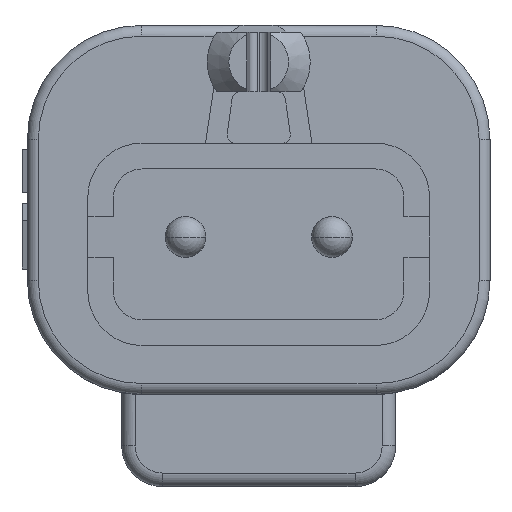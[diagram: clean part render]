
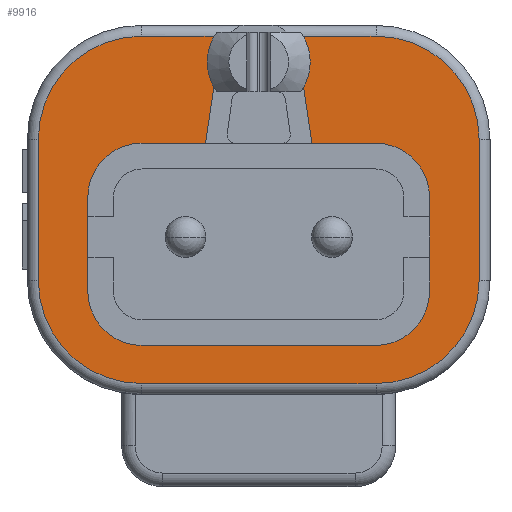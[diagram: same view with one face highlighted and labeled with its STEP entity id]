
A CAD part, front view. The second image highlights one B-rep face of the part: STEP entity #9916.
In plain terms, the highlighted planar face has unit normal (0, -1, 0).
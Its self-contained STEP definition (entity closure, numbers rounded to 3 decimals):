
#34=CARTESIAN_POINT('',(4.325,0.,2.6));
#35=DIRECTION('',(0.,-1.,0.));
#36=DIRECTION('',(1.,0.,0.));
#37=AXIS2_PLACEMENT_3D('',#34,#35,#36);
#39=DIRECTION('',(0.,0.,1.));
#40=VECTOR('',#39,5.2);
#41=CARTESIAN_POINT('',(8.125,0.,-2.6));
#42=LINE('',#41,#40);
#43=CARTESIAN_POINT('',(4.325,0.,-2.6));
#44=DIRECTION('',(0.,-1.,0.));
#45=DIRECTION('',(0.,0.,-1.));
#46=AXIS2_PLACEMENT_3D('',#43,#44,#45);
#48=DIRECTION('',(1.,0.,0.));
#49=VECTOR('',#48,8.65);
#50=CARTESIAN_POINT('',(-4.325,0.,-6.4));
#51=LINE('',#50,#49);
#52=CARTESIAN_POINT('',(-4.325,0.,-2.6));
#53=DIRECTION('',(0.,-1.,0.));
#54=DIRECTION('',(-1.,0.,0.));
#55=AXIS2_PLACEMENT_3D('',#52,#53,#54);
#57=DIRECTION('',(0.,0.,-1.));
#58=VECTOR('',#57,5.2);
#59=CARTESIAN_POINT('',(-8.125,0.,2.6));
#60=LINE('',#59,#58);
#61=CARTESIAN_POINT('',(-4.325,0.,2.6));
#62=DIRECTION('',(0.,-1.,0.));
#63=DIRECTION('',(0.,0.,1.));
#64=AXIS2_PLACEMENT_3D('',#61,#62,#63);
#66=DIRECTION('',(-1.,0.,0.));
#67=VECTOR('',#66,3.164);
#68=CARTESIAN_POINT('',(-1.161,0.,6.4));
#69=LINE('',#68,#67);
#70=DIRECTION('',(-0.148,0.,-0.989));
#71=VECTOR('',#70,3.247);
#72=CARTESIAN_POINT('',(-1.484,0.,5.671));
#73=LINE('',#72,#71);
#74=DIRECTION('',(1.,0.,0.));
#75=VECTOR('',#74,2.337);
#76=CARTESIAN_POINT('',(-4.3,0.,2.46));
#77=LINE('',#76,#75);
#78=DIRECTION('',(1.,0.,0.));
#79=VECTOR('',#78,2.337);
#80=CARTESIAN_POINT('',(1.963,0.,2.46));
#81=LINE('',#80,#79);
#82=DIRECTION('',(-0.148,0.,0.989));
#83=VECTOR('',#82,3.247);
#84=CARTESIAN_POINT('',(1.963,0.,2.46));
#85=LINE('',#84,#83);
#86=DIRECTION('',(-1.,0.,0.));
#87=VECTOR('',#86,3.164);
#88=CARTESIAN_POINT('',(4.325,0.,6.4));
#89=LINE('',#88,#87);
#407=CARTESIAN_POINT('',(0.,0.,5.45));
#408=DIRECTION('',(0.,1.,0.));
#409=DIRECTION('',(-0.989,0.,0.148));
#410=AXIS2_PLACEMENT_3D('',#407,#408,#409);
#503=CARTESIAN_POINT('',(0.,0.,5.45));
#504=DIRECTION('',(0.,1.,0.));
#505=DIRECTION('',(0.774,0.,0.633));
#506=AXIS2_PLACEMENT_3D('',#503,#504,#505);
#7202=CARTESIAN_POINT('',(4.3,0.,0.46));
#7203=DIRECTION('',(0.,1.,0.));
#7204=DIRECTION('',(0.,0.,1.));
#7205=AXIS2_PLACEMENT_3D('',#7202,#7203,#7204);
#7395=DIRECTION('',(0.,0.,-1.));
#7396=VECTOR('',#7395,3.46);
#7397=CARTESIAN_POINT('',(-6.3,0.,0.46));
#7398=LINE('',#7397,#7396);
#7415=CARTESIAN_POINT('',(-4.3,0.,-3.));
#7416=DIRECTION('',(0.,1.,0.));
#7417=DIRECTION('',(0.,0.,-1.));
#7418=AXIS2_PLACEMENT_3D('',#7415,#7416,#7417);
#7432=DIRECTION('',(1.,0.,0.));
#7433=VECTOR('',#7432,8.6);
#7434=CARTESIAN_POINT('',(-4.3,0.,-5.));
#7435=LINE('',#7434,#7433);
#7436=CARTESIAN_POINT('',(4.3,0.,-3.));
#7437=DIRECTION('',(0.,1.,0.));
#7438=DIRECTION('',(1.,0.,0.));
#7439=AXIS2_PLACEMENT_3D('',#7436,#7437,#7438);
#7461=DIRECTION('',(0.,0.,1.));
#7462=VECTOR('',#7461,3.46);
#7463=CARTESIAN_POINT('',(6.3,0.,-3.));
#7464=LINE('',#7463,#7462);
#7473=CARTESIAN_POINT('',(-4.3,0.,0.46));
#7474=DIRECTION('',(0.,1.,0.));
#7475=DIRECTION('',(-1.,0.,0.));
#7476=AXIS2_PLACEMENT_3D('',#7473,#7474,#7475);
#7662=CARTESIAN_POINT('',(-6.3,0.,-3.));
#7664=VERTEX_POINT('',#7662);
#7667=CARTESIAN_POINT('',(-4.3,0.,-5.));
#7668=VERTEX_POINT('',#7667);
#7670=CARTESIAN_POINT('',(4.3,0.,-5.));
#7672=VERTEX_POINT('',#7670);
#7675=CARTESIAN_POINT('',(6.3,0.,-3.));
#7676=VERTEX_POINT('',#7675);
#7710=CARTESIAN_POINT('',(-4.3,0.,2.46));
#7712=VERTEX_POINT('',#7710);
#7715=CARTESIAN_POINT('',(-6.3,0.,0.46));
#7716=VERTEX_POINT('',#7715);
#7721=CARTESIAN_POINT('',(4.3,0.,2.46));
#7722=VERTEX_POINT('',#7721);
#7723=CARTESIAN_POINT('',(6.3,0.,0.46));
#7724=VERTEX_POINT('',#7723);
#7849=CARTESIAN_POINT('',(8.125,0.,2.6));
#7850=CARTESIAN_POINT('',(4.325,0.,6.4));
#7851=VERTEX_POINT('',#7849);
#7852=VERTEX_POINT('',#7850);
#7857=CARTESIAN_POINT('',(1.161,0.,6.4));
#7858=VERTEX_POINT('',#7857);
#7861=CARTESIAN_POINT('',(-4.325,0.,6.4));
#7862=CARTESIAN_POINT('',(-8.125,0.,2.6));
#7863=VERTEX_POINT('',#7861);
#7864=VERTEX_POINT('',#7862);
#7869=CARTESIAN_POINT('',(-8.125,0.,-2.6));
#7870=VERTEX_POINT('',#7869);
#7873=CARTESIAN_POINT('',(-4.325,0.,-6.4));
#7874=VERTEX_POINT('',#7873);
#7877=CARTESIAN_POINT('',(4.325,0.,-6.4));
#7878=VERTEX_POINT('',#7877);
#7881=CARTESIAN_POINT('',(8.125,0.,-2.6));
#7882=VERTEX_POINT('',#7881);
#7897=CARTESIAN_POINT('',(-1.963,0.,2.46));
#7898=VERTEX_POINT('',#7897);
#7903=CARTESIAN_POINT('',(1.963,0.,2.46));
#7904=VERTEX_POINT('',#7903);
#7905=CARTESIAN_POINT('',(1.484,0.,5.671));
#7906=VERTEX_POINT('',#7905);
#7907=CARTESIAN_POINT('',(-1.484,0.,5.671));
#7908=VERTEX_POINT('',#7907);
#7913=CARTESIAN_POINT('',(-1.161,0.,6.4));
#7914=VERTEX_POINT('',#7913);
#9865=CARTESIAN_POINT('',(0.,0.,0.));
#9866=DIRECTION('',(0.,1.,0.));
#9867=DIRECTION('',(1.,0.,0.));
#9868=AXIS2_PLACEMENT_3D('',#9865,#9866,#9867);
#9869=PLANE('',#9868);
#9871=ORIENTED_EDGE('',*,*,#9870,.F.);
#9873=ORIENTED_EDGE('',*,*,#9872,.F.);
#9875=ORIENTED_EDGE('',*,*,#9874,.F.);
#9877=ORIENTED_EDGE('',*,*,#9876,.F.);
#9879=ORIENTED_EDGE('',*,*,#9878,.F.);
#9881=ORIENTED_EDGE('',*,*,#9880,.F.);
#9883=ORIENTED_EDGE('',*,*,#9882,.F.);
#9885=ORIENTED_EDGE('',*,*,#9884,.F.);
#9887=ORIENTED_EDGE('',*,*,#9886,.F.);
#9889=ORIENTED_EDGE('',*,*,#9888,.T.);
#9891=ORIENTED_EDGE('',*,*,#9890,.F.);
#9893=ORIENTED_EDGE('',*,*,#9892,.F.);
#9895=ORIENTED_EDGE('',*,*,#9894,.T.);
#9897=ORIENTED_EDGE('',*,*,#9896,.F.);
#9899=ORIENTED_EDGE('',*,*,#9898,.T.);
#9901=ORIENTED_EDGE('',*,*,#9900,.F.);
#9903=ORIENTED_EDGE('',*,*,#9902,.T.);
#9905=ORIENTED_EDGE('',*,*,#9904,.F.);
#9907=ORIENTED_EDGE('',*,*,#9906,.F.);
#9909=ORIENTED_EDGE('',*,*,#9908,.T.);
#9911=ORIENTED_EDGE('',*,*,#9910,.F.);
#9913=ORIENTED_EDGE('',*,*,#9912,.F.);
#9914=EDGE_LOOP('',(#9871,#9873,#9875,#9877,#9879,#9881,#9883,#9885,#9887,#9889,
#9891,#9893,#9895,#9897,#9899,#9901,#9903,#9905,#9907,#9909,#9911,#9913));
#9915=FACE_OUTER_BOUND('',#9914,.F.);
#9916=ADVANCED_FACE('',(#9915),#9869,.F.);
#38=CIRCLE('',#37,3.8);
#47=CIRCLE('',#46,3.8);
#56=CIRCLE('',#55,3.8);
#65=CIRCLE('',#64,3.8);
#411=CIRCLE('',#410,1.5);
#507=CIRCLE('',#506,1.5);
#7206=CIRCLE('',#7205,2.);
#7419=CIRCLE('',#7418,2.);
#7440=CIRCLE('',#7439,2.);
#7477=CIRCLE('',#7476,2.);
#9870=EDGE_CURVE('',#7851,#7852,#38,.T.);
#9872=EDGE_CURVE('',#7882,#7851,#42,.T.);
#9874=EDGE_CURVE('',#7878,#7882,#47,.T.);
#9876=EDGE_CURVE('',#7874,#7878,#51,.T.);
#9878=EDGE_CURVE('',#7870,#7874,#56,.T.);
#9880=EDGE_CURVE('',#7864,#7870,#60,.T.);
#9882=EDGE_CURVE('',#7863,#7864,#65,.T.);
#9884=EDGE_CURVE('',#7914,#7863,#69,.T.);
#9886=EDGE_CURVE('',#7908,#7914,#411,.T.);
#9888=EDGE_CURVE('',#7908,#7898,#73,.T.);
#9890=EDGE_CURVE('',#7712,#7898,#77,.T.);
#9892=EDGE_CURVE('',#7716,#7712,#7477,.T.);
#9894=EDGE_CURVE('',#7716,#7664,#7398,.T.);
#9896=EDGE_CURVE('',#7668,#7664,#7419,.T.);
#9898=EDGE_CURVE('',#7668,#7672,#7435,.T.);
#9900=EDGE_CURVE('',#7676,#7672,#7440,.T.);
#9902=EDGE_CURVE('',#7676,#7724,#7464,.T.);
#9904=EDGE_CURVE('',#7722,#7724,#7206,.T.);
#9906=EDGE_CURVE('',#7904,#7722,#81,.T.);
#9908=EDGE_CURVE('',#7904,#7906,#85,.T.);
#9910=EDGE_CURVE('',#7858,#7906,#507,.T.);
#9912=EDGE_CURVE('',#7852,#7858,#89,.T.);
